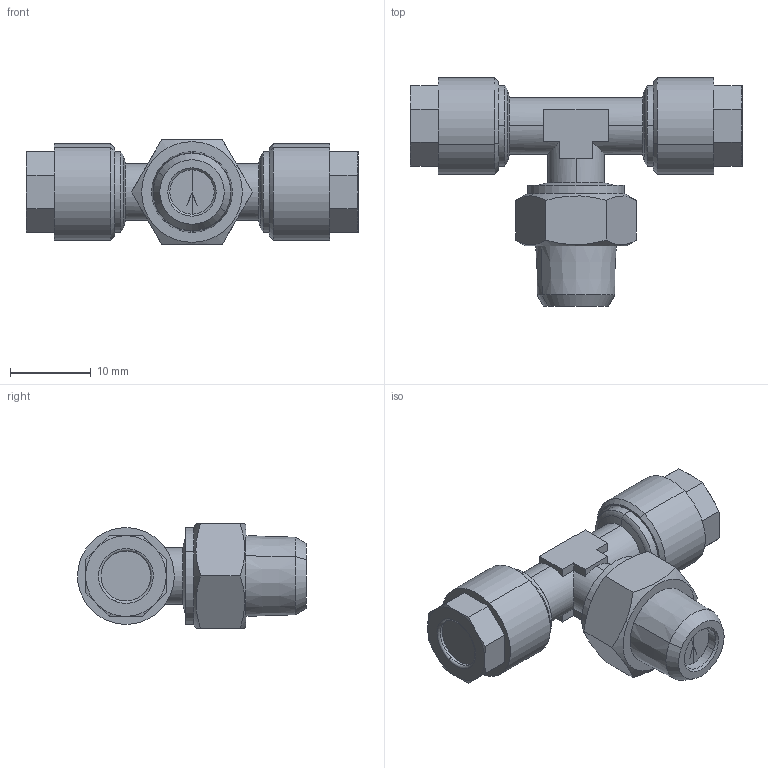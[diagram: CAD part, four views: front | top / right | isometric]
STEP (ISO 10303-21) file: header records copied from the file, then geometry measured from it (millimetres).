
FILE_DESCRIPTION(( 'MC.41.06.18.step' ), '1');
FILE_NAME( 'MC.41.06.18.step', '2018-11-09T15:45:17',( 'Sopra'),('sopra-pneumatic.com'), 'SwSTEP 2.0','SolidWorks 2009','' );
FILE_SCHEMA (( 'AUTOMOTIVE_DESIGN' ));
Length unit declared in the file: millimetre
Products named in the file (1): 0121000001
Bounding box: 41.2 x 28.39 x 13 mm (x, y, z)
Volume: 4836.5 mm3; surface area: 2553.2 mm2
Topology: 1 solids, 1 shells, 132 faces, 314 edges, 191 vertices
Faces by surface type: plane 51, cone 46, cylinder 25, torus 10
Entity records: 5388 total; most frequent: CARTESIAN_POINT 866, DIRECTION 654, ORIENTED_EDGE 624, EDGE_CURVE 312, AXIS2_PLACEMENT_3D 259, VERTEX_POINT 191, EDGE_LOOP 141, LINE 136
